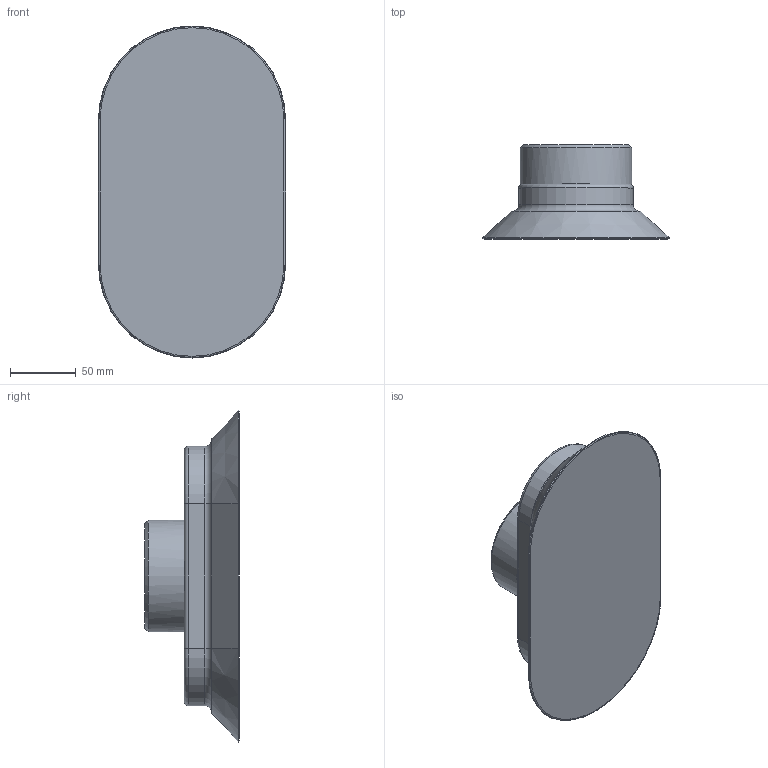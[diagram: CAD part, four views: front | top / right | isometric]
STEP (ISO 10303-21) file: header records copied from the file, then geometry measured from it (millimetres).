
FILE_DESCRIPTION(/* description */ (''),/* implementation_level */ '2;1');
FILE_NAME(/* name */ 'vgd252nat.stp',/* time_stamp */ '2024-05-15T10:43:56+02:00',/* author */ ('enginyeria3'),/* organization */ (''),/* preprocessor_version */ 'ST-DEVELOPER v20',/* originating_system */ 'Autodesk Inventor 2024',/* authorisation */ '');
FILE_SCHEMA (('AUTOMOTIVE_DESIGN { 1 0 10303 214 3 1 1 }'));
Length unit declared in the file: millimetre
Products named in the file (1): vgd252nit
Bounding box: 142 x 71.67 x 252 mm (x, y, z)
Volume: 1010201.4 mm3; surface area: 84749.3 mm2
Topology: 1 solids, 1 shells, 36 faces, 77 edges, 44 vertices
Faces by surface type: plane 15, cone 9, cylinder 8, torus 4
Full cylindrical faces by diameter (mm): 21 x1, 85 x1
Entity records: 1069 total; most frequent: DIRECTION 185, CARTESIAN_POINT 157, ORIENTED_EDGE 152, EDGE_CURVE 76, AXIS2_PLACEMENT_3D 72, VERTEX_POINT 44, LINE 41, VECTOR 41
